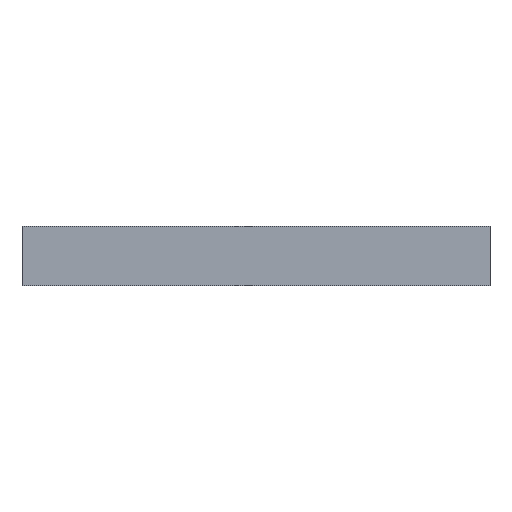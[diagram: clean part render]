
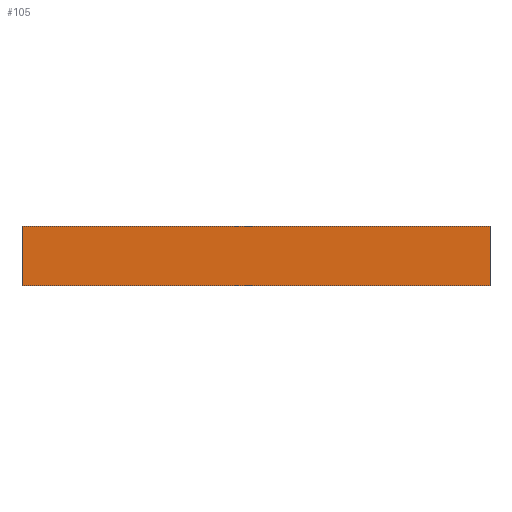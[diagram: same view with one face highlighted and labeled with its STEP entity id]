
A CAD part, top view. The second image highlights one B-rep face of the part: STEP entity #105.
In plain terms, the highlighted planar face has unit normal (0, 0, 1).
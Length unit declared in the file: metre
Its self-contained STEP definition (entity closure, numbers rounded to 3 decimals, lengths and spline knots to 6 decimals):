
#19=FACE_OUTER_BOUND('',#25,.T.);
#25=EDGE_LOOP('',(#87,#88,#89,#90));
#27=LINE('',#166,#39);
#31=LINE('',#174,#43);
#34=LINE('',#180,#46);
#37=LINE('',#185,#49);
#39=VECTOR('',#140,0.01);
#43=VECTOR('',#146,0.01);
#46=VECTOR('',#151,0.01);
#49=VECTOR('',#156,0.01);
#51=VERTEX_POINT('',#164);
#52=VERTEX_POINT('',#165);
#55=VERTEX_POINT('',#173);
#57=VERTEX_POINT('',#179);
#59=EDGE_CURVE('',#51,#52,#27,.T.);
#63=EDGE_CURVE('',#52,#55,#31,.T.);
#66=EDGE_CURVE('',#55,#57,#34,.T.);
#69=EDGE_CURVE('',#57,#51,#37,.T.);
#87=ORIENTED_EDGE('',*,*,#69,.T.);
#88=ORIENTED_EDGE('',*,*,#59,.T.);
#89=ORIENTED_EDGE('',*,*,#63,.T.);
#90=ORIENTED_EDGE('',*,*,#66,.T.);
#99=PLANE('',#134);
#105=ADVANCED_FACE('',(#19),#99,.T.);
#134=AXIS2_PLACEMENT_3D('',#187,#158,#159);
#140=DIRECTION('',(0.,1.,0.));
#146=DIRECTION('',(-1.,0.,0.));
#151=DIRECTION('',(0.,-1.,0.));
#156=DIRECTION('',(1.,0.,0.));
#158=DIRECTION('center_axis',(0.,0.,1.));
#159=DIRECTION('ref_axis',(1.,0.,0.));
#164=CARTESIAN_POINT('',(5.,-0.15,0.));
#165=CARTESIAN_POINT('',(5.,0.65,0.));
#166=CARTESIAN_POINT('',(5.,-0.15,0.));
#173=CARTESIAN_POINT('',(-1.26,0.65,0.));
#174=CARTESIAN_POINT('',(5.,0.65,0.));
#179=CARTESIAN_POINT('',(-1.26,-0.15,0.));
#180=CARTESIAN_POINT('',(-1.26,0.65,0.));
#185=CARTESIAN_POINT('',(-1.26,-0.15,0.));
#187=CARTESIAN_POINT('Origin',(1.87,0.25,0.));
